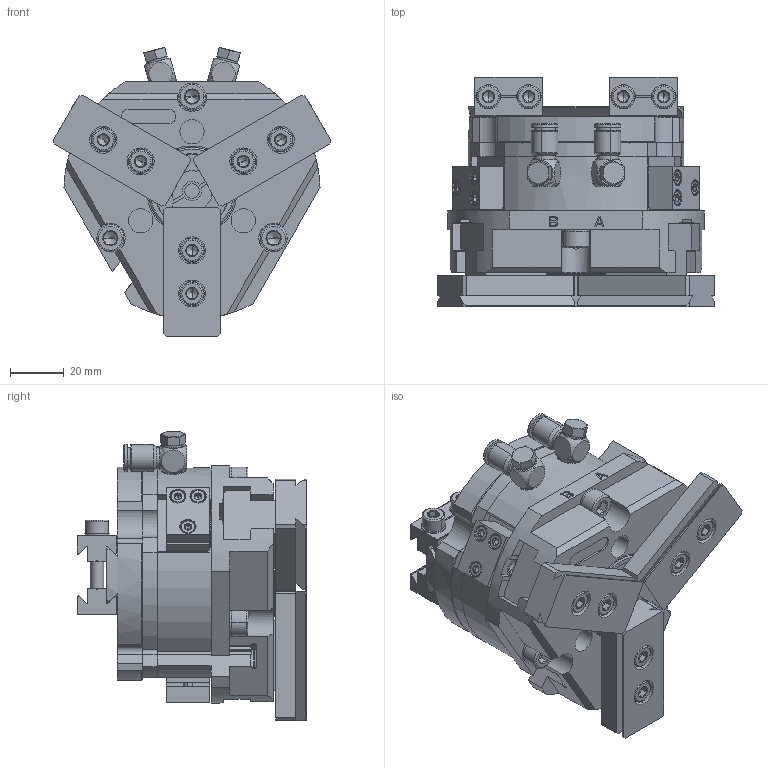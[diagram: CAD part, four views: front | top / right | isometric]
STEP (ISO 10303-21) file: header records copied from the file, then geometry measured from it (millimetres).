
FILE_DESCRIPTION((''),'2;1');
FILE_NAME('3804250654_FGA_JGZ80_KIT_ASM','2019-10-10T13:52:52',('U004522'),('SCHUNK GmbH & Co. KG'),'CREO PARAMETRIC BY PTC INC, 2018190','CREO PARAMETRIC BY PTC INC, 2018190','');
FILE_SCHEMA(('CONFIG_CONTROL_DESIGN','SHAPE_APPEARANCE_LAYERS_GROUPS'));
Length unit declared in the file: millimetre
Products named in the file (30): 1403786_AGS_1-64-10-42-00-ADA_1; AGS_WASHER_SIS-6; ISO2338_B_005H8X024_A1; DEI4762_M006X040_12_9; 1403786_AGS_1-64-10-42-00-ADA_ASM; 5517153_JGZ_80_GEH; KL-03_KLEMMBOCK_8MM; DEI4762_M003X010_12_9; ISO4026_M005X004_45H; 5512155_PZNPLUS_80_DEC; DEI10642_M004X010_10_9; ISO4026_M004X004_45H; 5517091_JGP_80_1_GBA; 9948713_KAB; 9948713_KSC; 9948713_KAB_KSC_ASM; 3052999946_ANS_MMS-P; ISO4026_M002_5X003_45H; 3052999946_ANS_MMS-P_ASM; 0308930_JGZ_80_1_ASM; 1333631_AGS_1-25-50-42-00-PPV_1; 1333631_AGS_1-25-50-42-00-PPV_2; AGS_WASHER_SIS-5; DEI4762_M005X030_12_9; 1333631_AGS_1-25-50-42-00-PPV_ASM; 1406997_AGS_1-64-51-62-00-002_1; DEI4762_M005X014_12_9; 1406997_AGS_1-64-51-62-00-002_ASM; 9936171_SWV_M5-6; 3804250654_FGA_JGZ80_KIT_ASM
Assembly tree (63 placements, depth 4):
  3804250654_FGA_JGZ80_KIT_ASM
    1403786_AGS_1-64-10-42-00-ADA_ASM
      1403786_AGS_1-64-10-42-00-ADA_1
      AGS_WASHER_SIS-6  x3
      ISO2338_B_005H8X024_A1  x2
      DEI4762_M006X040_12_9  x3
    0308930_JGZ_80_1_ASM
      5517153_JGZ_80_GEH
      KL-03_KLEMMBOCK_8MM  x3
      DEI4762_M003X010_12_9  x9
      ISO4026_M005X004_45H
      5512155_PZNPLUS_80_DEC
      DEI10642_M004X010_10_9  x8
      ISO4026_M004X004_45H  x2
      5517091_JGP_80_1_GBA  x3
      9948713_KAB_KSC_ASM
        9948713_KAB
        9948713_KSC
      3052999946_ANS_MMS-P_ASM
        3052999946_ANS_MMS-P
        ISO4026_M002_5X003_45H
    1333631_AGS_1-25-50-42-00-PPV_ASM  x2
      1333631_AGS_1-25-50-42-00-PPV_1
      1333631_AGS_1-25-50-42-00-PPV_2
      AGS_WASHER_SIS-5
      DEI4762_M005X030_12_9
    1406997_AGS_1-64-51-62-00-002_ASM  x3
      1406997_AGS_1-64-51-62-00-002_1
      AGS_WASHER_SIS-5
      DEI4762_M005X014_12_9
    9936171_SWV_M5-6  x2
Bounding box: 103.03 x 85.1 x 107.29 mm (x, y, z)
Volume: 334578.8 mm3; surface area: 125412.8 mm2
Topology: 70 solids, 70 shells, 2459 faces, 5988 edges, 3674 vertices
Faces by surface type: plane 1143, cylinder 655, cone 553, torus 104, sphere 4
Entity records: 46282 total; most frequent: CARTESIAN_POINT 7671, DIRECTION 6420, ORIENTED_EDGE 5958, EDGE_CURVE 2979, PRESENTATION_STYLE_ASSIGNMENT 2782, STYLED_ITEM 2775, CURVE_STYLE 2750, AXIS2_PLACEMENT_3D 2322
